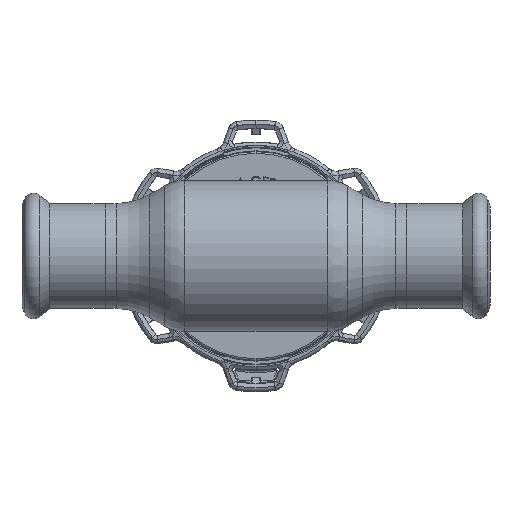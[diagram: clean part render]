
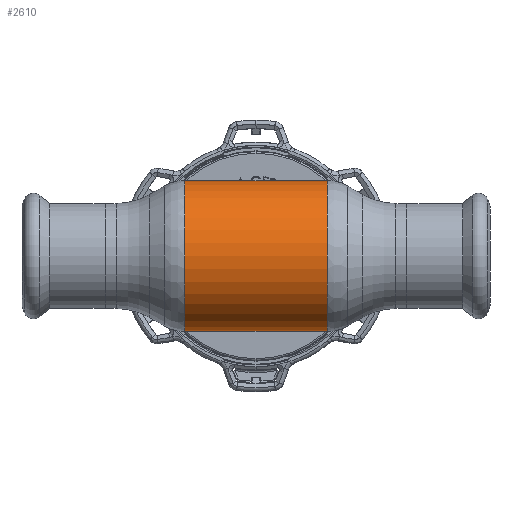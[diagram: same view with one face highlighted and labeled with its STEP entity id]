
A CAD part, front view. The second image highlights one B-rep face of the part: STEP entity #2610.
In plain terms, the highlighted cylindrical face has radius 22.5 mm (diameter 45 mm), a partial arc.
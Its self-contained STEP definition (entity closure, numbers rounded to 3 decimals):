
#642 = AXIS2_PLACEMENT_3D ( 'NONE', #41804, #15170, #31584 ) ;
#2610 = ADVANCED_FACE ( 'NONE', ( #29120 ), #9519, .T. ) ;
#3561 = CARTESIAN_POINT ( 'NONE',  ( -62.69, 0., 0. ) ) ;
#4560 = VECTOR ( 'NONE', #37944, 1000. ) ;
#8159 = LINE ( 'NONE', #37529, #4560 ) ;
#8218 = CARTESIAN_POINT ( 'NONE',  ( -21.285, 0., 22.5 ) ) ;
#9519 = CYLINDRICAL_SURFACE ( 'NONE', #24610, 22.5 ) ;
#9577 = EDGE_LOOP ( 'NONE', ( #21849, #36009, #12450, #20323 ) ) ;
#10130 = AXIS2_PLACEMENT_3D ( 'NONE', #16243, #19429, #26074 ) ;
#11485 = VERTEX_POINT ( 'NONE', #37825 ) ;
#12450 = ORIENTED_EDGE ( 'NONE', *, *, #36981, .T. ) ;
#13237 = VERTEX_POINT ( 'NONE', #24463 ) ;
#15170 = DIRECTION ( 'NONE',  ( -1., 0., 0. ) ) ;
#16243 = CARTESIAN_POINT ( 'NONE',  ( 21.285, 0., 0. ) ) ;
#16524 = DIRECTION ( 'NONE',  ( 0., 0., 1. ) ) ;
#18210 = LINE ( 'NONE', #40820, #25703 ) ;
#18993 = CIRCLE ( 'NONE', #642, 22.5 ) ;
#19429 = DIRECTION ( 'NONE',  ( -1., 0., 0. ) ) ;
#20323 = ORIENTED_EDGE ( 'NONE', *, *, #23504, .F. ) ;
#21849 = ORIENTED_EDGE ( 'NONE', *, *, #27359, .F. ) ;
#22085 = CARTESIAN_POINT ( 'NONE',  ( 21.285, 0., 22.5 ) ) ;
#23504 = EDGE_CURVE ( 'NONE', #13237, #40991, #18993, .T. ) ;
#24463 = CARTESIAN_POINT ( 'NONE',  ( -21.285, 0., -22.5 ) ) ;
#24610 = AXIS2_PLACEMENT_3D ( 'NONE', #3561, #32492, #16524 ) ;
#25703 = VECTOR ( 'NONE', #28469, 1000. ) ;
#26074 = DIRECTION ( 'NONE',  ( 0., 0., 1. ) ) ;
#27130 = CIRCLE ( 'NONE', #10130, 22.5 ) ;
#27359 = EDGE_CURVE ( 'NONE', #11485, #13237, #18210, .T. ) ;
#28469 = DIRECTION ( 'NONE',  ( -1., 0., 0. ) ) ;
#29120 = FACE_OUTER_BOUND ( 'NONE', #9577, .T. ) ;
#31584 = DIRECTION ( 'NONE',  ( 0., 0., 1. ) ) ;
#32492 = DIRECTION ( 'NONE',  ( -1., 0., 0. ) ) ;
#35157 = EDGE_CURVE ( 'NONE', #11485, #36386, #27130, .T. ) ;
#36009 = ORIENTED_EDGE ( 'NONE', *, *, #35157, .T. ) ;
#36386 = VERTEX_POINT ( 'NONE', #22085 ) ;
#36981 = EDGE_CURVE ( 'NONE', #36386, #40991, #8159, .T. ) ;
#37529 = CARTESIAN_POINT ( 'NONE',  ( -62.69, 0., 22.5 ) ) ;
#37825 = CARTESIAN_POINT ( 'NONE',  ( 21.285, 0., -22.5 ) ) ;
#37944 = DIRECTION ( 'NONE',  ( -1., 0., 0. ) ) ;
#40820 = CARTESIAN_POINT ( 'NONE',  ( -62.69, 0., -22.5 ) ) ;
#40991 = VERTEX_POINT ( 'NONE', #8218 ) ;
#41804 = CARTESIAN_POINT ( 'NONE',  ( -21.285, 0., 0. ) ) ;
